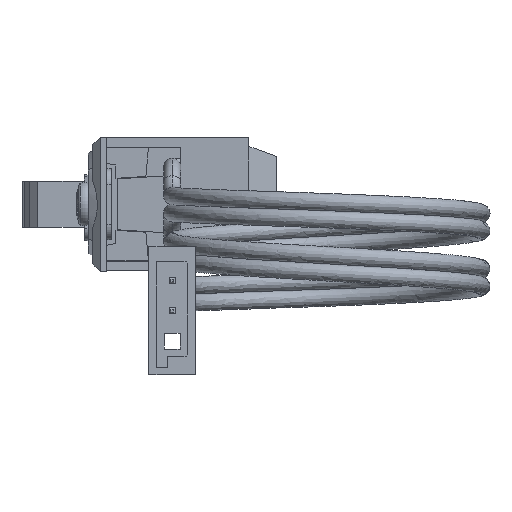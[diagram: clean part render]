
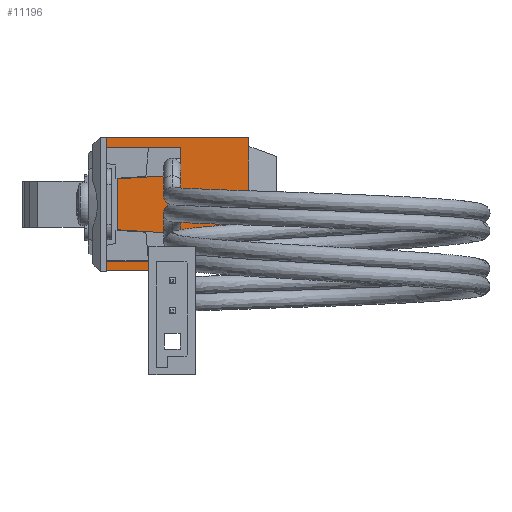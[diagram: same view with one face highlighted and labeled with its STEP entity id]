
A CAD part, left-side view. The second image highlights one B-rep face of the part: STEP entity #11196.
In plain terms, the highlighted planar face has unit normal (-1, 0, 0).
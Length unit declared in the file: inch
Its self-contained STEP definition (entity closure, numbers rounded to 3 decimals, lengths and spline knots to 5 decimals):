
#330 = VECTOR ( 'NONE', #10491, 39.37008 ) ;
#1348 = ORIENTED_EDGE ( 'NONE', *, *, #2731, .T. ) ;
#1859 = CARTESIAN_POINT ( 'NONE',  ( -0.48, 0., -0.185 ) ) ;
#2613 = DIRECTION ( 'NONE',  ( 0., 0., 1. ) ) ;
#2685 = VERTEX_POINT ( 'NONE', #37769 ) ;
#2712 = LINE ( 'NONE', #23497, #34406 ) ;
#2731 = EDGE_CURVE ( 'NONE', #2685, #33364, #2712, .T. ) ;
#3447 = EDGE_CURVE ( 'NONE', #13963, #20066, #33428, .T. ) ;
#3467 = EDGE_CURVE ( 'NONE', #35282, #34405, #31599, .T. ) ;
#4747 = EDGE_CURVE ( 'NONE', #5019, #2685, #7954, .T. ) ;
#4909 = FACE_OUTER_BOUND ( 'NONE', #10546, .T. ) ;
#5019 = VERTEX_POINT ( 'NONE', #38044 ) ;
#5104 = CARTESIAN_POINT ( 'NONE',  ( -0.48, 0.55, 0.215 ) ) ;
#6204 = LINE ( 'NONE', #35612, #31505 ) ;
#6330 = ORIENTED_EDGE ( 'NONE', *, *, #27478, .T. ) ;
#6383 = DIRECTION ( 'NONE',  ( 0., -1., 0. ) ) ;
#7954 = LINE ( 'NONE', #21872, #30472 ) ;
#8020 = CARTESIAN_POINT ( 'NONE',  ( -0.48, 0.31, 0. ) ) ;
#8959 = DIRECTION ( 'NONE',  ( 0., 0.998, -0.061 ) ) ;
#9234 = EDGE_CURVE ( 'NONE', #33593, #35282, #35516, .T. ) ;
#9264 = DIRECTION ( 'NONE',  ( 0., -1., 0. ) ) ;
#10063 = DIRECTION ( 'NONE',  ( 0., 0., -1. ) ) ;
#10109 = EDGE_CURVE ( 'NONE', #13255, #20066, #31763, .T. ) ;
#10491 = DIRECTION ( 'NONE',  ( 0., 0., 1. ) ) ;
#10546 = EDGE_LOOP ( 'NONE', ( #17362, #29503, #1348, #34558, #33050, #28393, #37797, #25070, #21457, #17856, #25204, #6330 ) ) ;
#11196 = ADVANCED_FACE ( 'NONE', ( #4909 ), #13302, .F. ) ;
#12687 = EDGE_CURVE ( 'NONE', #34405, #18371, #13860, .T. ) ;
#13120 = CARTESIAN_POINT ( 'NONE',  ( -0.48, 0., 0.185 ) ) ;
#13255 = VERTEX_POINT ( 'NONE', #18234 ) ;
#13279 = CARTESIAN_POINT ( 'NONE',  ( -0.48, 0.09, 0.215 ) ) ;
#13302 = PLANE ( 'NONE',  #22527 ) ;
#13860 = LINE ( 'NONE', #26073, #23534 ) ;
#13963 = VERTEX_POINT ( 'NONE', #23340 ) ;
#15134 = EDGE_CURVE ( 'NONE', #33593, #13255, #19018, .T. ) ;
#16166 = CARTESIAN_POINT ( 'NONE',  ( -0.48, 0.55, -0.185 ) ) ;
#16280 = VECTOR ( 'NONE', #21391, 39.37008 ) ;
#16636 = VECTOR ( 'NONE', #6383, 39.37008 ) ;
#17362 = ORIENTED_EDGE ( 'NONE', *, *, #30044, .T. ) ;
#17856 = ORIENTED_EDGE ( 'NONE', *, *, #3447, .F. ) ;
#18234 = CARTESIAN_POINT ( 'NONE',  ( -0.48, 0.55, -0.215 ) ) ;
#18371 = VERTEX_POINT ( 'NONE', #26545 ) ;
#19018 = LINE ( 'NONE', #35918, #16280 ) ;
#19369 = DIRECTION ( 'NONE',  ( 0., 0., -1. ) ) ;
#20066 = VERTEX_POINT ( 'NONE', #23017 ) ;
#21391 = DIRECTION ( 'NONE',  ( 0., 0., -1. ) ) ;
#21457 = ORIENTED_EDGE ( 'NONE', *, *, #10109, .T. ) ;
#21872 = CARTESIAN_POINT ( 'NONE',  ( -0.48, 0.31, 0. ) ) ;
#22486 = EDGE_CURVE ( 'NONE', #18371, #33364, #33539, .T. ) ;
#22527 = AXIS2_PLACEMENT_3D ( 'NONE', #30666, #33879, #27846 ) ;
#23017 = CARTESIAN_POINT ( 'NONE',  ( -0.48, 0.09, -0.215 ) ) ;
#23135 = VECTOR ( 'NONE', #27929, 39.37008 ) ;
#23340 = CARTESIAN_POINT ( 'NONE',  ( -0.48, 0.09, 0.215 ) ) ;
#23497 = CARTESIAN_POINT ( 'NONE',  ( -0.48, 0.00692, 0.11348 ) ) ;
#23534 = VECTOR ( 'NONE', #37502, 39.37008 ) ;
#24762 = VERTEX_POINT ( 'NONE', #35771 ) ;
#25070 = ORIENTED_EDGE ( 'NONE', *, *, #15134, .T. ) ;
#25204 = ORIENTED_EDGE ( 'NONE', *, *, #31324, .F. ) ;
#25750 = VECTOR ( 'NONE', #2613, 39.37008 ) ;
#26073 = CARTESIAN_POINT ( 'NONE',  ( -0.48, 0.00692, -0.11348 ) ) ;
#26545 = CARTESIAN_POINT ( 'NONE',  ( -0.48, 0.515, -0.0825 ) ) ;
#27478 = EDGE_CURVE ( 'NONE', #34423, #24762, #34091, .T. ) ;
#27846 = DIRECTION ( 'NONE',  ( 0., 0., -1. ) ) ;
#27929 = DIRECTION ( 'NONE',  ( 0., -1., 0. ) ) ;
#28134 = CARTESIAN_POINT ( 'NONE',  ( -0.48, 0.31, -0.185 ) ) ;
#28393 = ORIENTED_EDGE ( 'NONE', *, *, #3467, .F. ) ;
#29395 = VECTOR ( 'NONE', #36535, 39.37008 ) ;
#29503 = ORIENTED_EDGE ( 'NONE', *, *, #4747, .T. ) ;
#29607 = CARTESIAN_POINT ( 'NONE',  ( -0.48, 0.55, 0.215 ) ) ;
#30044 = EDGE_CURVE ( 'NONE', #24762, #5019, #33041, .T. ) ;
#30472 = VECTOR ( 'NONE', #10063, 39.37008 ) ;
#30666 = CARTESIAN_POINT ( 'NONE',  ( -0.48, 0.55, 0.215 ) ) ;
#31324 = EDGE_CURVE ( 'NONE', #34423, #13963, #6204, .T. ) ;
#31505 = VECTOR ( 'NONE', #9264, 39.37008 ) ;
#31599 = LINE ( 'NONE', #8020, #330 ) ;
#31763 = LINE ( 'NONE', #32965, #16636 ) ;
#32107 = CARTESIAN_POINT ( 'NONE',  ( -0.48, 0.515, 0.0825 ) ) ;
#32225 = VECTOR ( 'NONE', #19369, 39.37008 ) ;
#32280 = CARTESIAN_POINT ( 'NONE',  ( -0.48, 0.515, 0. ) ) ;
#32933 = VECTOR ( 'NONE', #33854, 39.37008 ) ;
#32965 = CARTESIAN_POINT ( 'NONE',  ( -0.48, 0.55, -0.215 ) ) ;
#33041 = LINE ( 'NONE', #13120, #29395 ) ;
#33050 = ORIENTED_EDGE ( 'NONE', *, *, #12687, .F. ) ;
#33364 = VERTEX_POINT ( 'NONE', #32107 ) ;
#33428 = LINE ( 'NONE', #13279, #32933 ) ;
#33539 = LINE ( 'NONE', #32280, #25750 ) ;
#33593 = VERTEX_POINT ( 'NONE', #16166 ) ;
#33854 = DIRECTION ( 'NONE',  ( 0., 0., -1. ) ) ;
#33879 = DIRECTION ( 'NONE',  ( 1., 0., 0. ) ) ;
#34091 = LINE ( 'NONE', #5104, #32225 ) ;
#34405 = VERTEX_POINT ( 'NONE', #35501 ) ;
#34406 = VECTOR ( 'NONE', #8959, 39.37008 ) ;
#34423 = VERTEX_POINT ( 'NONE', #29607 ) ;
#34558 = ORIENTED_EDGE ( 'NONE', *, *, #22486, .F. ) ;
#35282 = VERTEX_POINT ( 'NONE', #28134 ) ;
#35501 = CARTESIAN_POINT ( 'NONE',  ( -0.48, 0.31, -0.095 ) ) ;
#35516 = LINE ( 'NONE', #1859, #23135 ) ;
#35612 = CARTESIAN_POINT ( 'NONE',  ( -0.48, 0.55, 0.215 ) ) ;
#35771 = CARTESIAN_POINT ( 'NONE',  ( -0.48, 0.55, 0.185 ) ) ;
#35918 = CARTESIAN_POINT ( 'NONE',  ( -0.48, 0.55, 0.215 ) ) ;
#36535 = DIRECTION ( 'NONE',  ( 0., -1., 0. ) ) ;
#37502 = DIRECTION ( 'NONE',  ( 0., 0.998, 0.061 ) ) ;
#37769 = CARTESIAN_POINT ( 'NONE',  ( -0.48, 0.31, 0.095 ) ) ;
#37797 = ORIENTED_EDGE ( 'NONE', *, *, #9234, .F. ) ;
#38044 = CARTESIAN_POINT ( 'NONE',  ( -0.48, 0.31, 0.185 ) ) ;
